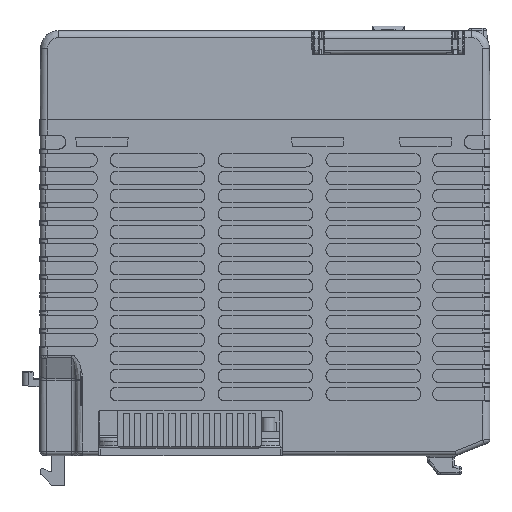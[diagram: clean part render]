
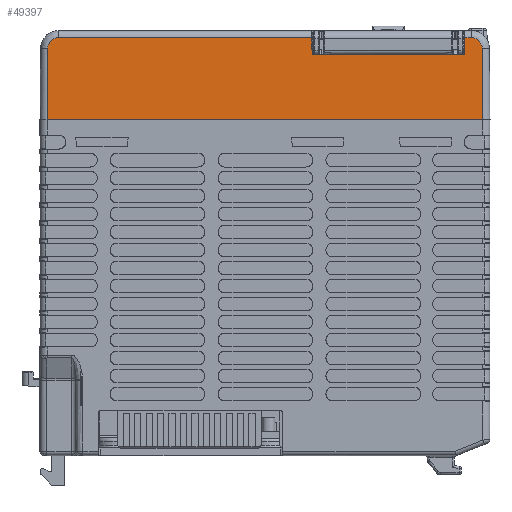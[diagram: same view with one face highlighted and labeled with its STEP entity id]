
A CAD part, left-side view. The second image highlights one B-rep face of the part: STEP entity #49397.
In plain terms, the highlighted planar face has unit normal (-1, 0, 0.009).
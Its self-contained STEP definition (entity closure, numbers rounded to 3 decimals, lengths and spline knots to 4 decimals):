
#114 = CARTESIAN_POINT ( 'NONE',  ( -0.8496, -1.7345, 3.658 ) ) ;
#1931 = CARTESIAN_POINT ( 'NONE',  ( -0.8522, -1.8895, 3.3567 ) ) ;
#2369 = EDGE_CURVE ( 'NONE', #85278, #148590, #54515, .T. ) ;
#3792 = VECTOR ( 'NONE', #70189, 39.3701 ) ;
#4529 = VERTEX_POINT ( 'NONE', #114 ) ;
#5609 = CARTESIAN_POINT ( 'NONE',  ( -0.8504, 1.9152, 3.5644 ) ) ;
#6136 = CARTESIAN_POINT ( 'NONE',  ( -0.8496, -1.8285, 3.6512 ) ) ;
#6592 = EDGE_CURVE ( 'NONE', #104244, #42719, #33156, .T. ) ;
#7696 = CARTESIAN_POINT ( 'NONE',  ( -0.8501, -1.8811, 3.5981 ) ) ;
#7953 = VECTOR ( 'NONE', #51873, 39.3701 ) ;
#8659 = LINE ( 'NONE', #94182, #3792 ) ;
#8936 = CARTESIAN_POINT ( 'NONE',  ( -0.8558, -0.6219, 2.9415 ) ) ;
#9300 = CARTESIAN_POINT ( 'NONE',  ( -0.8496, -1.7932, 3.658 ) ) ;
#9729 = CARTESIAN_POINT ( 'NONE',  ( -0.8558, 1.9207, 2.9416 ) ) ;
#13132 = CARTESIAN_POINT ( 'NONE',  ( -0.8508, -1.7332, 3.5121 ) ) ;
#13629 = CARTESIAN_POINT ( 'NONE',  ( -0.8496, 1.8207, 3.6581 ) ) ;
#14082 = EDGE_CURVE ( 'NONE', #4529, #17192, #8659, .T. ) ;
#14710 = B_SPLINE_CURVE_WITH_KNOTS ( 'NONE', 3,
 ( #128706, #141509, #79907, #5609 ),
 .UNSPECIFIED., .F., .F.,
 ( 4, 4 ),
 ( 0., 1. ),
 .UNSPECIFIED. ) ;
#15196 = CARTESIAN_POINT ( 'NONE',  ( -0.8504, 1.9152, 3.5644 ) ) ;
#17192 = VERTEX_POINT ( 'NONE', #13132 ) ;
#19660 = CARTESIAN_POINT ( 'NONE',  ( -0.85, -1.8784, 3.6049 ) ) ;
#21291 = DIRECTION ( 'NONE',  ( 0.009, 0., 1. ) ) ;
#21336 = ORIENTED_EDGE ( 'NONE', *, *, #130308, .T. ) ;
#27197 = CARTESIAN_POINT ( 'NONE',  ( -0.8499, 1.896, 3.622 ) ) ;
#27979 = CARTESIAN_POINT ( 'NONE',  ( -0.8503, 1.9151, 3.5767 ) ) ;
#29289 = ORIENTED_EDGE ( 'NONE', *, *, #126557, .T. ) ;
#30584 = DIRECTION ( 'NONE',  ( 0., -1., 0. ) ) ;
#30872 = AXIS2_PLACEMENT_3D ( 'NONE', #81248, #143642, #21291 ) ;
#30910 = CARTESIAN_POINT ( 'NONE',  ( -0.8496, -1.8167, 3.6558 ) ) ;
#32485 = CARTESIAN_POINT ( 'NONE',  ( -0.8498, -1.8643, 3.6261 ) ) ;
#33156 = LINE ( 'NONE', #131494, #90202 ) ;
#36946 = EDGE_CURVE ( 'NONE', #4529, #133899, #126982, .T. ) ;
#40815 = VERTEX_POINT ( 'NONE', #121149 ) ;
#42719 = VERTEX_POINT ( 'NONE', #74964 ) ;
#42895 = CARTESIAN_POINT ( 'NONE',  ( -0.8501, -1.8827, 3.594 ) ) ;
#43688 = CARTESIAN_POINT ( 'NONE',  ( -0.8503, -1.8876, 3.5703 ) ) ;
#45437 = CARTESIAN_POINT ( 'NONE',  ( -0.8496, 1.8207, 3.6581 ) ) ;
#47053 = CARTESIAN_POINT ( 'NONE',  ( -0.8508, -1.7332, 3.5121 ) ) ;
#49397 = ADVANCED_FACE ( 'NONE', ( #130847 ), #83629, .T. ) ;
#51873 = DIRECTION ( 'NONE',  ( 0., -1., 0. ) ) ;
#54124 = CARTESIAN_POINT ( 'NONE',  ( -0.8497, -1.8381, 3.6468 ) ) ;
#54515 = B_SPLINE_CURVE_WITH_KNOTS ( 'NONE', 3,
 ( #137011, #1931, #133873, #145890 ),
 .UNSPECIFIED., .F., .F.,
 ( 4, 4 ),
 ( 0., 1. ),
 .UNSPECIFIED. ) ;
#54586 = LINE ( 'NONE', #79334, #123983 ) ;
#54891 = CARTESIAN_POINT ( 'NONE',  ( -0.8496, -1.8052, 3.658 ) ) ;
#55675 = CARTESIAN_POINT ( 'NONE',  ( -0.8502, -1.8843, 3.5891 ) ) ;
#56476 = CARTESIAN_POINT ( 'NONE',  ( -0.8496, -1.7932, 3.658 ) ) ;
#57046 = CARTESIAN_POINT ( 'NONE',  ( -0.8496, -0.3968, 3.658 ) ) ;
#57457 = LINE ( 'NONE', #47053, #79611 ) ;
#59527 = DIRECTION ( 'NONE',  ( -0.009, -0.009, -1. ) ) ;
#60307 = EDGE_CURVE ( 'NONE', #40815, #81995, #126556, .T. ) ;
#61192 = EDGE_LOOP ( 'NONE', ( #140799, #21336, #62507, #122319, #86416, #75505, #73736, #95345, #29289, #129060 ) ) ;
#62507 = ORIENTED_EDGE ( 'NONE', *, *, #6592, .F. ) ;
#63962 = CARTESIAN_POINT ( 'NONE',  ( -0.8497, 1.8681, 3.6463 ) ) ;
#69228 = CARTESIAN_POINT ( 'NONE',  ( -0.8501, -1.8814, 3.5975 ) ) ;
#70189 = DIRECTION ( 'NONE',  ( -0.009, 0.009, -1. ) ) ;
#73736 = ORIENTED_EDGE ( 'NONE', *, *, #151733, .F. ) ;
#74964 = CARTESIAN_POINT ( 'NONE',  ( -0.8508, -0.3981, 3.5121 ) ) ;
#75505 = ORIENTED_EDGE ( 'NONE', *, *, #157376, .F. ) ;
#76731 = CARTESIAN_POINT ( 'NONE',  ( -0.8496, 1.833, 3.6581 ) ) ;
#79334 = CARTESIAN_POINT ( 'NONE',  ( -0.8496, -1.8931, 3.658 ) ) ;
#79611 = VECTOR ( 'NONE', #81431, 39.3701 ) ;
#79907 = CARTESIAN_POINT ( 'NONE',  ( -0.8522, 1.917, 3.3568 ) ) ;
#80668 = CARTESIAN_POINT ( 'NONE',  ( -0.8504, -1.8877, 3.5643 ) ) ;
#81248 = CARTESIAN_POINT ( 'NONE',  ( -0.8558, -1.8931, 2.9415 ) ) ;
#81431 = DIRECTION ( 'NONE',  ( 0., 1., 0. ) ) ;
#81995 = VERTEX_POINT ( 'NONE', #45437 ) ;
#82472 = CARTESIAN_POINT ( 'NONE',  ( -0.8558, 0.6494, 2.9415 ) ) ;
#83629 = PLANE ( 'NONE',  #30872 ) ;
#85278 = VERTEX_POINT ( 'NONE', #80668 ) ;
#86416 = ORIENTED_EDGE ( 'NONE', *, *, #60307, .F. ) ;
#90202 = VECTOR ( 'NONE', #59527, 39.3701 ) ;
#90874 = CARTESIAN_POINT ( 'NONE',  ( -0.8496, -1.8308, 3.6502 ) ) ;
#91650 = CARTESIAN_POINT ( 'NONE',  ( -0.8496, -1.833, 3.6492 ) ) ;
#92445 = CARTESIAN_POINT ( 'NONE',  ( -0.8499, -1.8684, 3.6211 ) ) ;
#94182 = CARTESIAN_POINT ( 'NONE',  ( -0.8496, -1.7345, 3.658 ) ) ;
#95345 = ORIENTED_EDGE ( 'NONE', *, *, #2369, .F. ) ;
#101379 = CARTESIAN_POINT ( 'NONE',  ( -0.8496, -1.8931, 3.658 ) ) ;
#104244 = VERTEX_POINT ( 'NONE', #57046 ) ;
#105216 = CARTESIAN_POINT ( 'NONE',  ( -0.8502, -1.8867, 3.5791 ) ) ;
#106073 = B_SPLINE_CURVE_WITH_KNOTS ( 'NONE', 3,
 ( #109605, #8936, #82472, #9729 ),
 .UNSPECIFIED., .F., .F.,
 ( 4, 4 ),
 ( 0., 1. ),
 .UNSPECIFIED. ) ;
#106994 = CARTESIAN_POINT ( 'NONE',  ( -0.8558, 1.9207, 2.9416 ) ) ;
#109605 = CARTESIAN_POINT ( 'NONE',  ( -0.8558, -1.8931, 2.9415 ) ) ;
#110848 = EDGE_CURVE ( 'NONE', #81995, #104244, #54586, .T. ) ;
#112741 = CARTESIAN_POINT ( 'NONE',  ( -0.8497, 1.8785, 3.6393 ) ) ;
#115670 = CARTESIAN_POINT ( 'NONE',  ( -0.8498, -1.8551, 3.6352 ) ) ;
#117220 = CARTESIAN_POINT ( 'NONE',  ( -0.8496, -1.8293, 3.6508 ) ) ;
#121149 = CARTESIAN_POINT ( 'NONE',  ( -0.8504, 1.9152, 3.5644 ) ) ;
#122319 = ORIENTED_EDGE ( 'NONE', *, *, #110848, .F. ) ;
#123961 = CARTESIAN_POINT ( 'NONE',  ( -0.8496, 1.8453, 3.6556 ) ) ;
#123983 = VECTOR ( 'NONE', #30584, 39.3701 ) ;
#126556 = B_SPLINE_CURVE_WITH_KNOTS ( 'NONE', 3,
 ( #15196, #27979, #148776, #136757, #27197, #112741, #63962, #123961, #76731, #13629 ),
 .UNSPECIFIED., .F., .F.,
 ( 4, 2, 2, 2, 4 ),
 ( 0., 0.25, 0.5, 0.75, 1. ),
 .UNSPECIFIED. ) ;
#126557 = EDGE_CURVE ( 'NONE', #85278, #133899, #134758, .T. ) ;
#126982 = LINE ( 'NONE', #101379, #7953 ) ;
#127672 = CARTESIAN_POINT ( 'NONE',  ( -0.8504, -1.8877, 3.5643 ) ) ;
#128706 = CARTESIAN_POINT ( 'NONE',  ( -0.8558, 1.9207, 2.9416 ) ) ;
#129060 = ORIENTED_EDGE ( 'NONE', *, *, #36946, .F. ) ;
#129243 = CARTESIAN_POINT ( 'NONE',  ( -0.85, -1.8754, 3.6105 ) ) ;
#130026 = CARTESIAN_POINT ( 'NONE',  ( -0.8497, -1.8477, 3.6412 ) ) ;
#130235 = VERTEX_POINT ( 'NONE', #106994 ) ;
#130308 = EDGE_CURVE ( 'NONE', #17192, #42719, #57457, .T. ) ;
#130847 = FACE_OUTER_BOUND ( 'NONE', #61192, .T. ) ;
#131494 = CARTESIAN_POINT ( 'NONE',  ( -0.8496, -0.3968, 3.658 ) ) ;
#133873 = CARTESIAN_POINT ( 'NONE',  ( -0.854, -1.8913, 3.1491 ) ) ;
#133899 = VERTEX_POINT ( 'NONE', #9300 ) ;
#134758 = B_SPLINE_CURVE_WITH_KNOTS ( 'NONE', 3,
 ( #127672, #43688, #105216, #55675, #42895, #153233, #69228, #7696, #19660, #129243, #92445, #32485, #115670, #130026, #54124, #91650, #90874, #117220, #6136, #30910, #54891, #56476 ),
 .UNSPECIFIED., .F., .F.,
 ( 4, 1, 1, 1, 2, 2, 2, 2, 1, 1, 1, 2, 2, 4 ),
 ( 0., 0.125, 0.1875, 0.2187, 0.2344, 0.25, 0.375, 0.5, 0.625, 0.6875, 0.7188, 0.7344, 0.75, 1. ),
 .UNSPECIFIED. ) ;
#136757 = CARTESIAN_POINT ( 'NONE',  ( -0.85, 1.903, 3.6116 ) ) ;
#137011 = CARTESIAN_POINT ( 'NONE',  ( -0.8504, -1.8877, 3.5643 ) ) ;
#140799 = ORIENTED_EDGE ( 'NONE', *, *, #14082, .T. ) ;
#141509 = CARTESIAN_POINT ( 'NONE',  ( -0.854, 1.9189, 3.1492 ) ) ;
#143642 = DIRECTION ( 'NONE',  ( -1., 0., 0.009 ) ) ;
#145890 = CARTESIAN_POINT ( 'NONE',  ( -0.8558, -1.8931, 2.9415 ) ) ;
#148590 = VERTEX_POINT ( 'NONE', #158252 ) ;
#148776 = CARTESIAN_POINT ( 'NONE',  ( -0.8502, 1.9126, 3.589 ) ) ;
#151733 = EDGE_CURVE ( 'NONE', #148590, #130235, #106073, .T. ) ;
#153233 = CARTESIAN_POINT ( 'NONE',  ( -0.8501, -1.8819, 3.5961 ) ) ;
#157376 = EDGE_CURVE ( 'NONE', #130235, #40815, #14710, .T. ) ;
#158252 = CARTESIAN_POINT ( 'NONE',  ( -0.8558, -1.8931, 2.9415 ) ) ;
